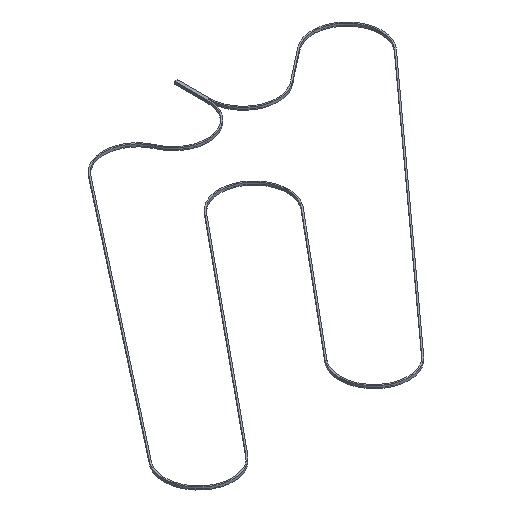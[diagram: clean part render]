
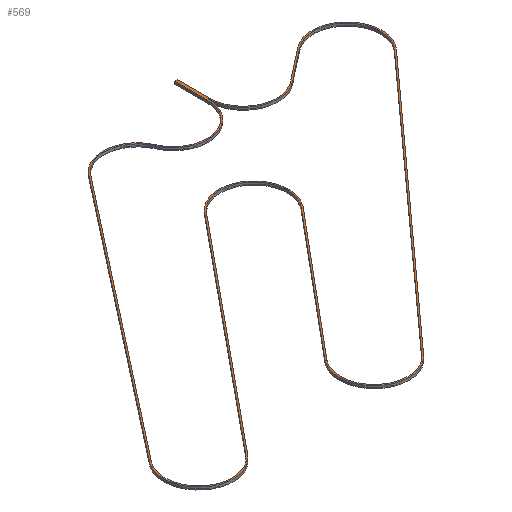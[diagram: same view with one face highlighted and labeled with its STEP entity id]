
A CAD part, isometric view. The second image highlights one B-rep face of the part: STEP entity #569.
In plain terms, the highlighted planar face has unit normal (0, 0, 1).
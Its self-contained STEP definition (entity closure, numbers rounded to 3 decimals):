
#34=FACE_BOUND('',#94,.T.);
#63=FACE_OUTER_BOUND('',#93,.T.);
#93=EDGE_LOOP('',(#499,#500,#501,#502,#503,#504,#505,#506,#507,#508,#509,
#510,#511,#512,#513));
#94=EDGE_LOOP('',(#514,#515,#516,#517,#518,#519,#520,#521,#522,#523,#524,
#525));
#109=CIRCLE('',#625,28.05);
#110=CIRCLE('',#628,28.05);
#111=CIRCLE('',#631,26.95);
#112=CIRCLE('',#636,26.95);
#113=CIRCLE('',#638,28.05);
#114=CIRCLE('',#640,28.05);
#115=CIRCLE('',#643,26.95);
#116=CIRCLE('',#646,26.95);
#117=CIRCLE('',#649,28.05);
#118=CIRCLE('',#652,26.95);
#119=CIRCLE('',#654,26.95);
#120=CIRCLE('',#657,28.05);
#121=CIRCLE('',#660,28.05);
#122=CIRCLE('',#662,26.95);
#137=LINE('',#900,#190);
#141=LINE('',#909,#194);
#144=LINE('',#917,#197);
#147=LINE('',#925,#200);
#149=LINE('',#929,#202);
#151=LINE('',#934,#204);
#157=LINE('',#951,#210);
#160=LINE('',#959,#213);
#162=LINE('',#966,#215);
#165=LINE('',#974,#218);
#168=LINE('',#984,#221);
#171=LINE('',#992,#224);
#175=LINE('',#1003,#228);
#190=VECTOR('',#716,10.);
#194=VECTOR('',#726,10.);
#197=VECTOR('',#735,10.);
#200=VECTOR('',#744,10.);
#202=VECTOR('',#748,10.);
#204=VECTOR('',#752,10.);
#210=VECTOR('',#772,10.);
#213=VECTOR('',#781,10.);
#215=VECTOR('',#789,10.);
#218=VECTOR('',#798,10.);
#221=VECTOR('',#811,10.);
#224=VECTOR('',#820,10.);
#228=VECTOR('',#834,10.);
#256=VERTEX_POINT('',#897);
#257=VERTEX_POINT('',#899);
#258=VERTEX_POINT('',#903);
#259=VERTEX_POINT('',#907);
#260=VERTEX_POINT('',#911);
#261=VERTEX_POINT('',#915);
#262=VERTEX_POINT('',#919);
#263=VERTEX_POINT('',#923);
#264=VERTEX_POINT('',#927);
#265=VERTEX_POINT('',#931);
#266=VERTEX_POINT('',#933);
#267=VERTEX_POINT('',#937);
#268=VERTEX_POINT('',#941);
#269=VERTEX_POINT('',#945);
#270=VERTEX_POINT('',#949);
#271=VERTEX_POINT('',#953);
#272=VERTEX_POINT('',#957);
#273=VERTEX_POINT('',#961);
#274=VERTEX_POINT('',#965);
#275=VERTEX_POINT('',#969);
#276=VERTEX_POINT('',#973);
#277=VERTEX_POINT('',#979);
#278=VERTEX_POINT('',#983);
#279=VERTEX_POINT('',#987);
#280=VERTEX_POINT('',#991);
#281=VERTEX_POINT('',#995);
#282=VERTEX_POINT('',#999);
#311=EDGE_CURVE('',#257,#256,#137,.T.);
#314=EDGE_CURVE('',#256,#258,#109,.T.);
#316=EDGE_CURVE('',#258,#259,#141,.T.);
#318=EDGE_CURVE('',#259,#260,#110,.T.);
#320=EDGE_CURVE('',#260,#261,#144,.T.);
#322=EDGE_CURVE('',#261,#262,#111,.T.);
#324=EDGE_CURVE('',#262,#263,#147,.T.);
#326=EDGE_CURVE('',#263,#264,#149,.T.);
#328=EDGE_CURVE('',#266,#265,#151,.T.);
#331=EDGE_CURVE('',#265,#267,#112,.T.);
#333=EDGE_CURVE('',#267,#268,#113,.T.);
#335=EDGE_CURVE('',#268,#269,#114,.T.);
#337=EDGE_CURVE('',#269,#270,#157,.T.);
#339=EDGE_CURVE('',#270,#271,#115,.T.);
#341=EDGE_CURVE('',#271,#272,#160,.T.);
#342=EDGE_CURVE('',#273,#266,#116,.T.);
#344=EDGE_CURVE('',#274,#273,#162,.T.);
#346=EDGE_CURVE('',#275,#274,#117,.T.);
#348=EDGE_CURVE('',#276,#275,#165,.T.);
#350=EDGE_CURVE('',#272,#276,#118,.T.);
#351=EDGE_CURVE('',#277,#257,#119,.T.);
#353=EDGE_CURVE('',#278,#277,#168,.T.);
#355=EDGE_CURVE('',#279,#278,#120,.T.);
#357=EDGE_CURVE('',#280,#279,#171,.T.);
#359=EDGE_CURVE('',#281,#280,#121,.T.);
#361=EDGE_CURVE('',#282,#281,#122,.T.);
#363=EDGE_CURVE('',#264,#282,#175,.T.);
#499=ORIENTED_EDGE('',*,*,#324,.T.);
#500=ORIENTED_EDGE('',*,*,#326,.T.);
#501=ORIENTED_EDGE('',*,*,#363,.T.);
#502=ORIENTED_EDGE('',*,*,#361,.T.);
#503=ORIENTED_EDGE('',*,*,#359,.T.);
#504=ORIENTED_EDGE('',*,*,#357,.T.);
#505=ORIENTED_EDGE('',*,*,#355,.T.);
#506=ORIENTED_EDGE('',*,*,#353,.T.);
#507=ORIENTED_EDGE('',*,*,#351,.T.);
#508=ORIENTED_EDGE('',*,*,#311,.T.);
#509=ORIENTED_EDGE('',*,*,#314,.T.);
#510=ORIENTED_EDGE('',*,*,#316,.T.);
#511=ORIENTED_EDGE('',*,*,#318,.T.);
#512=ORIENTED_EDGE('',*,*,#320,.T.);
#513=ORIENTED_EDGE('',*,*,#322,.T.);
#514=ORIENTED_EDGE('',*,*,#328,.T.);
#515=ORIENTED_EDGE('',*,*,#331,.T.);
#516=ORIENTED_EDGE('',*,*,#333,.T.);
#517=ORIENTED_EDGE('',*,*,#335,.T.);
#518=ORIENTED_EDGE('',*,*,#337,.T.);
#519=ORIENTED_EDGE('',*,*,#339,.T.);
#520=ORIENTED_EDGE('',*,*,#341,.T.);
#521=ORIENTED_EDGE('',*,*,#350,.T.);
#522=ORIENTED_EDGE('',*,*,#348,.T.);
#523=ORIENTED_EDGE('',*,*,#346,.T.);
#524=ORIENTED_EDGE('',*,*,#344,.T.);
#525=ORIENTED_EDGE('',*,*,#342,.T.);
#540=PLANE('',#664);
#569=ADVANCED_FACE('',(#63,#34),#540,.T.);
#625=AXIS2_PLACEMENT_3D('',#905,#721,#722);
#628=AXIS2_PLACEMENT_3D('',#913,#730,#731);
#631=AXIS2_PLACEMENT_3D('',#921,#739,#740);
#636=AXIS2_PLACEMENT_3D('',#939,#757,#758);
#638=AXIS2_PLACEMENT_3D('',#943,#762,#763);
#640=AXIS2_PLACEMENT_3D('',#947,#767,#768);
#643=AXIS2_PLACEMENT_3D('',#955,#776,#777);
#646=AXIS2_PLACEMENT_3D('',#962,#784,#785);
#649=AXIS2_PLACEMENT_3D('',#970,#793,#794);
#652=AXIS2_PLACEMENT_3D('',#977,#802,#803);
#654=AXIS2_PLACEMENT_3D('',#980,#806,#807);
#657=AXIS2_PLACEMENT_3D('',#988,#815,#816);
#660=AXIS2_PLACEMENT_3D('',#996,#824,#825);
#662=AXIS2_PLACEMENT_3D('',#1000,#829,#830);
#664=AXIS2_PLACEMENT_3D('',#1004,#835,#836);
#716=DIRECTION('',(-0.641,-0.768,0.));
#721=DIRECTION('center_axis',(0.,0.,1.));
#722=DIRECTION('ref_axis',(0.768,-0.641,0.));
#726=DIRECTION('',(0.67,0.742,0.));
#730=DIRECTION('center_axis',(0.,0.,1.));
#731=DIRECTION('ref_axis',(-0.742,0.67,0.));
#735=DIRECTION('',(-0.788,-0.616,0.));
#739=DIRECTION('center_axis',(0.,0.,-1.));
#740=DIRECTION('ref_axis',(-1.,0.,0.));
#744=DIRECTION('',(0.,1.,0.));
#748=DIRECTION('',(-1.,0.,0.));
#752=DIRECTION('',(0.616,0.788,0.));
#757=DIRECTION('center_axis',(0.,0.,-1.));
#758=DIRECTION('ref_axis',(0.917,0.4,0.));
#762=DIRECTION('center_axis',(0.,0.,1.));
#763=DIRECTION('ref_axis',(0.917,0.4,0.));
#767=DIRECTION('center_axis',(0.,0.,1.));
#768=DIRECTION('ref_axis',(1.,0.,0.));
#772=DIRECTION('',(0.788,0.616,0.));
#776=DIRECTION('center_axis',(0.,0.,-1.));
#777=DIRECTION('ref_axis',(0.742,-0.67,0.));
#781=DIRECTION('',(-0.67,-0.742,0.));
#784=DIRECTION('center_axis',(0.,0.,-1.));
#785=DIRECTION('ref_axis',(-0.788,0.616,0.));
#789=DIRECTION('',(-0.635,-0.773,0.));
#793=DIRECTION('center_axis',(0.,0.,1.));
#794=DIRECTION('ref_axis',(-0.768,0.641,0.));
#798=DIRECTION('',(0.641,0.768,0.));
#802=DIRECTION('center_axis',(0.,0.,-1.));
#803=DIRECTION('ref_axis',(-0.768,0.641,0.));
#806=DIRECTION('center_axis',(0.,0.,-1.));
#807=DIRECTION('ref_axis',(0.768,-0.641,0.));
#811=DIRECTION('',(0.635,0.773,0.));
#815=DIRECTION('center_axis',(0.,0.,1.));
#816=DIRECTION('ref_axis',(0.788,-0.616,0.));
#820=DIRECTION('',(-0.616,-0.788,0.));
#824=DIRECTION('center_axis',(0.,0.,1.));
#825=DIRECTION('ref_axis',(-0.917,-0.4,0.));
#829=DIRECTION('center_axis',(0.,0.,-1.));
#830=DIRECTION('ref_axis',(-0.917,-0.4,0.));
#834=DIRECTION('',(0.,-1.,0.));
#835=DIRECTION('center_axis',(0.,0.,1.));
#836=DIRECTION('ref_axis',(1.,0.,0.));
#897=CARTESIAN_POINT('',(504.784,421.682,7.));
#899=CARTESIAN_POINT('',(601.176,537.107,7.));
#900=CARTESIAN_POINT('',(589.705,523.372,7.));
#903=CARTESIAN_POINT('',(547.139,384.911,7.));
#905=CARTESIAN_POINT('Origin',(526.313,403.702,7.));
#907=CARTESIAN_POINT('',(748.966,608.591,7.));
#909=CARTESIAN_POINT('',(584.856,426.712,7.));
#911=CARTESIAN_POINT('',(710.854,649.472,7.));
#913=CARTESIAN_POINT('Origin',(728.14,627.382,7.));
#915=CARTESIAN_POINT('',(683.617,628.158,7.));
#917=CARTESIAN_POINT('',(634.006,589.335,7.));
#919=CARTESIAN_POINT('',(640.058,649.382,7.));
#921=CARTESIAN_POINT('Origin',(667.008,649.382,7.));
#923=CARTESIAN_POINT('',(640.058,675.332,7.));
#925=CARTESIAN_POINT('',(640.058,586.463,7.));
#927=CARTESIAN_POINT('',(637.858,675.332,7.));
#929=CARTESIAN_POINT('',(611.295,675.332,7.));
#931=CARTESIAN_POINT('',(539.271,643.985,7.));
#933=CARTESIAN_POINT('',(364.331,420.305,7.));
#934=CARTESIAN_POINT('',(426.812,500.193,7.));
#937=CARTESIAN_POINT('',(585.2,638.162,7.));
#939=CARTESIAN_POINT('Origin',(560.5,627.382,7.));
#941=CARTESIAN_POINT('',(638.958,649.382,7.));
#943=CARTESIAN_POINT('Origin',(610.908,649.382,7.));
#945=CARTESIAN_POINT('',(684.295,627.292,7.));
#947=CARTESIAN_POINT('Origin',(667.008,649.382,7.));
#949=CARTESIAN_POINT('',(711.532,648.606,7.));
#951=CARTESIAN_POINT('',(621.065,577.812,7.));
#953=CARTESIAN_POINT('',(748.149,609.328,7.));
#955=CARTESIAN_POINT('Origin',(728.14,627.382,7.));
#957=CARTESIAN_POINT('',(546.322,385.648,7.));
#959=CARTESIAN_POINT('',(684.953,539.289,7.));
#961=CARTESIAN_POINT('',(406.385,386.597,7.));
#962=CARTESIAN_POINT('Origin',(385.559,403.702,7.));
#965=CARTESIAN_POINT('',(558.814,572.185,7.));
#966=CARTESIAN_POINT('',(547.443,558.341,7.));
#969=CARTESIAN_POINT('',(602.02,536.402,7.));
#970=CARTESIAN_POINT('Origin',(580.49,554.382,7.));
#973=CARTESIAN_POINT('',(505.628,420.977,7.));
#974=CARTESIAN_POINT('',(542.354,464.954,7.));
#977=CARTESIAN_POINT('Origin',(526.313,403.702,7.));
#979=CARTESIAN_POINT('',(559.664,571.487,7.));
#980=CARTESIAN_POINT('Origin',(580.49,554.382,7.));
#983=CARTESIAN_POINT('',(407.235,385.899,7.));
#984=CARTESIAN_POINT('',(472.079,464.848,7.));
#987=CARTESIAN_POINT('',(363.464,420.982,7.));
#988=CARTESIAN_POINT('Origin',(385.559,403.702,7.));
#991=CARTESIAN_POINT('',(538.405,644.662,7.));
#992=CARTESIAN_POINT('',(513.416,612.711,7.));
#995=CARTESIAN_POINT('',(586.208,638.602,7.));
#996=CARTESIAN_POINT('Origin',(560.5,627.382,7.));
#999=CARTESIAN_POINT('',(637.858,649.382,7.));
#1000=CARTESIAN_POINT('Origin',(610.908,649.382,7.));
#1003=CARTESIAN_POINT('',(637.858,599.438,7.));
#1004=CARTESIAN_POINT('Origin',(561.582,523.544,7.));
